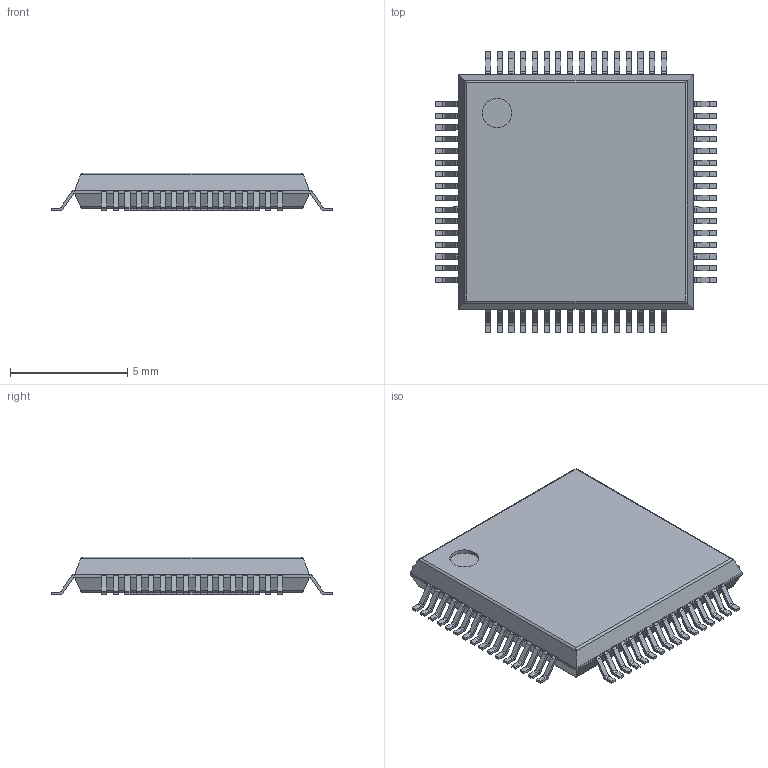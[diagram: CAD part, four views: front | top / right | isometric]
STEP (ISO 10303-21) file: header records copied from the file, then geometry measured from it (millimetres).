
FILE_DESCRIPTION(('FreeCAD Model'),'2;1');
FILE_NAME('254586.3.1.stp','2020-04-08T05:09:00',( 'Author'),(''),'Open CASCADE STEP processor 6.9','FreeCAD','Unknown' );
FILE_SCHEMA(('AUTOMOTIVE_DESIGN { 1 0 10303 214 1 1 1 1 }'));
Length unit declared in the file: millimetre
Products named in the file (5): ASSEMBLY; Body; PinsArrayLR; PinsArrayTB; ThermalPad
Assembly tree (4 placements, depth 2):
  ASSEMBLY
    Body
    PinsArrayLR
    PinsArrayTB
    ThermalPad
Bounding box: 12 x 12 x 1.6 mm (x, y, z)
Volume: 147 mm3; surface area: 358 mm2
Topology: 66 solids, 66 shells, 862 faces, 2171 edges, 1442 vertices
Faces by surface type: plane 661, cylinder 201
Full cylindrical faces by diameter (mm): 1.25 x1
Entity records: 54960 total; most frequent: CARTESIAN_POINT 10230, DIRECTION 8305, LINE 5589, VECTOR 5589, ORIENTED_EDGE 4342, PCURVE 4342, DEFINITIONAL_REPRESENTATION 4342, EDGE_CURVE 2171
